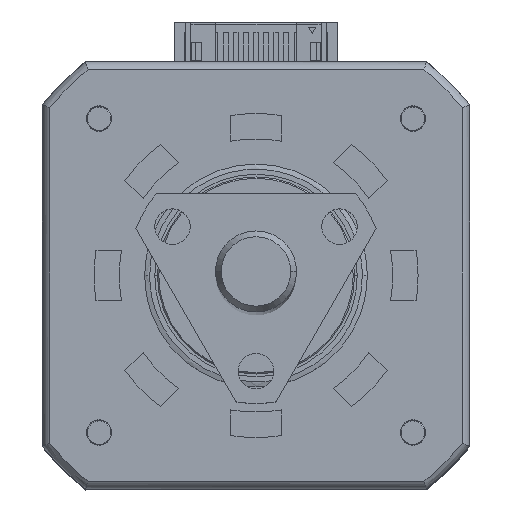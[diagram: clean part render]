
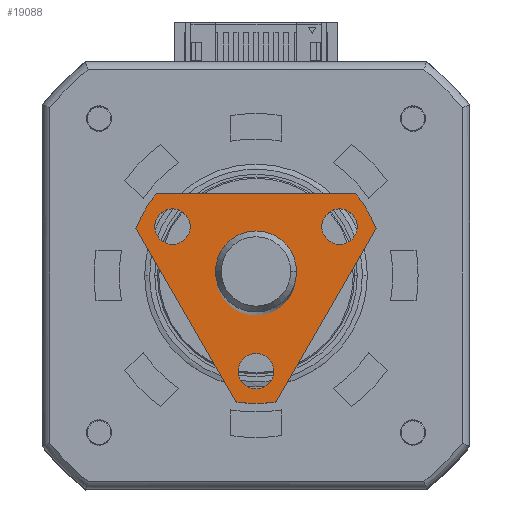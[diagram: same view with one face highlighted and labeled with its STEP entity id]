
A CAD part, top view. The second image highlights one B-rep face of the part: STEP entity #19088.
In plain terms, the highlighted planar face has unit normal (0, 0, 1).
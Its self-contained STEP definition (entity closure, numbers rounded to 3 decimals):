
#110 = DIRECTION ( 'NONE',  ( 0., 0., 1. ) ) ;
#230 = CARTESIAN_POINT ( 'NONE',  ( 0., 0., 42.5 ) ) ;
#283 = EDGE_CURVE ( 'NONE', #8010, #11776, #33426, .T. ) ;
#816 = VERTEX_POINT ( 'NONE', #30954 ) ;
#871 = VERTEX_POINT ( 'NONE', #6021 ) ;
#936 = AXIS2_PLACEMENT_3D ( 'NONE', #29689, #4750, #7482 ) ;
#974 = ORIENTED_EDGE ( 'NONE', *, *, #26922, .T. ) ;
#1167 = ORIENTED_EDGE ( 'NONE', *, *, #9627, .F. ) ;
#1341 = DIRECTION ( 'NONE',  ( 0., 0., -1. ) ) ;
#1476 = CARTESIAN_POINT ( 'NONE',  ( -8., -13.856, 42.5 ) ) ;
#1605 = ORIENTED_EDGE ( 'NONE', *, *, #30218, .F. ) ;
#1689 = VERTEX_POINT ( 'NONE', #9252 ) ;
#2036 = EDGE_CURVE ( 'NONE', #1689, #24631, #9607, .T. ) ;
#2127 = VECTOR ( 'NONE', #17349, 1000. ) ;
#2254 = VECTOR ( 'NONE', #35630, 1000. ) ;
#2372 = AXIS2_PLACEMENT_3D ( 'NONE', #230, #110, #2562 ) ;
#2562 = DIRECTION ( 'NONE',  ( 1., 0., 0. ) ) ;
#2890 = AXIS2_PLACEMENT_3D ( 'NONE', #26938, #27180, #32840 ) ;
#2958 = AXIS2_PLACEMENT_3D ( 'NONE', #23537, #26856, #21316 ) ;
#3315 = DIRECTION ( 'NONE',  ( -1., 0., 0. ) ) ;
#3421 = CARTESIAN_POINT ( 'NONE',  ( -8., 9.864, 42.5 ) ) ;
#3422 = EDGE_LOOP ( 'NONE', ( #11429, #1167, #17516, #1605, #22560, #32658, #11808 ) ) ;
#4264 = PLANE ( 'NONE',  #16082 ) ;
#4740 = CARTESIAN_POINT ( 'NONE',  ( 3., 0., 42.5 ) ) ;
#4750 = DIRECTION ( 'NONE',  ( 0., 0., 1. ) ) ;
#5107 = EDGE_CURVE ( 'NONE', #11776, #8010, #27030, .T. ) ;
#5897 = DIRECTION ( 'NONE',  ( -1., 0., 0. ) ) ;
#6021 = CARTESIAN_POINT ( 'NONE',  ( 7.775, 0., 42.5 ) ) ;
#6302 = CIRCLE ( 'NONE', #2372, 3. ) ;
#6916 = EDGE_LOOP ( 'NONE', ( #17104, #13447 ) ) ;
#7366 = DIRECTION ( 'NONE',  ( 0., 0., -1. ) ) ;
#7482 = DIRECTION ( 'NONE',  ( 1., 0., 0. ) ) ;
#7602 = FACE_BOUND ( 'NONE', #34956, .T. ) ;
#7908 = EDGE_LOOP ( 'NONE', ( #22728, #32949 ) ) ;
#8010 = VERTEX_POINT ( 'NONE', #8988 ) ;
#8203 = CARTESIAN_POINT ( 'NONE',  ( 16., 0., 42.5 ) ) ;
#8988 = CARTESIAN_POINT ( 'NONE',  ( -6.512, 8.249, 42.5 ) ) ;
#9252 = CARTESIAN_POINT ( 'NONE',  ( -4.542, 11.86, 42.5 ) ) ;
#9607 = LINE ( 'NONE', #34216, #2127 ) ;
#9627 = EDGE_CURVE ( 'NONE', #22879, #17876, #15001, .T. ) ;
#9659 = CIRCLE ( 'NONE', #15120, 1.75 ) ;
#9762 = AXIS2_PLACEMENT_3D ( 'NONE', #29398, #23370, #29263 ) ;
#10095 = DIRECTION ( 'NONE',  ( 1., 0., 0. ) ) ;
#11429 = ORIENTED_EDGE ( 'NONE', *, *, #25570, .F. ) ;
#11604 = CARTESIAN_POINT ( 'NONE',  ( 9.525, 0., 42.5 ) ) ;
#11746 = CIRCLE ( 'NONE', #936, 3. ) ;
#11776 = VERTEX_POINT ( 'NONE', #32793 ) ;
#11789 = AXIS2_PLACEMENT_3D ( 'NONE', #25425, #14233, #5897 ) ;
#11808 = ORIENTED_EDGE ( 'NONE', *, *, #2036, .F. ) ;
#12659 = LINE ( 'NONE', #8203, #29376 ) ;
#12806 = CARTESIAN_POINT ( 'NONE',  ( 0., 0., 42.5 ) ) ;
#13086 = DIRECTION ( 'NONE',  ( 0., 0., -1. ) ) ;
#13275 = FACE_BOUND ( 'NONE', #21724, .T. ) ;
#13447 = ORIENTED_EDGE ( 'NONE', *, *, #5107, .T. ) ;
#14233 = DIRECTION ( 'NONE',  ( 0., 0., -1. ) ) ;
#14508 = CIRCLE ( 'NONE', #30769, 1.75 ) ;
#14880 = ORIENTED_EDGE ( 'NONE', *, *, #33796, .T. ) ;
#14947 = CARTESIAN_POINT ( 'NONE',  ( -3., 0., 42.5 ) ) ;
#15001 = LINE ( 'NONE', #1476, #2254 ) ;
#15051 = CARTESIAN_POINT ( 'NONE',  ( 12.542, 1.996, 42.5 ) ) ;
#15120 = AXIS2_PLACEMENT_3D ( 'NONE', #23204, #20110, #3315 ) ;
#16082 = AXIS2_PLACEMENT_3D ( 'NONE', #24172, #7366, #26860 ) ;
#16175 = EDGE_CURVE ( 'NONE', #34274, #22879, #33657, .T. ) ;
#16763 = FACE_BOUND ( 'NONE', #6916, .T. ) ;
#17104 = ORIENTED_EDGE ( 'NONE', *, *, #283, .T. ) ;
#17246 = DIRECTION ( 'NONE',  ( 0., 0., -1. ) ) ;
#17349 = DIRECTION ( 'NONE',  ( 0.866, -0.5, 0. ) ) ;
#17516 = ORIENTED_EDGE ( 'NONE', *, *, #16175, .F. ) ;
#17747 = EDGE_CURVE ( 'NONE', #33843, #28056, #6302, .T. ) ;
#17876 = VERTEX_POINT ( 'NONE', #3421 ) ;
#18668 = DIRECTION ( 'NONE',  ( 0., 0., -1. ) ) ;
#18803 = EDGE_CURVE ( 'NONE', #816, #25457, #20307, .T. ) ;
#19088 = ADVANCED_FACE ( 'NONE', ( #31755, #16763, #13275, #7602, #26452 ), #4264, .F. ) ;
#19309 = VERTEX_POINT ( 'NONE', #19341 ) ;
#19341 = CARTESIAN_POINT ( 'NONE',  ( 12.542, -1.996, 42.5 ) ) ;
#19694 = AXIS2_PLACEMENT_3D ( 'NONE', #29888, #18668, #35188 ) ;
#19990 = AXIS2_PLACEMENT_3D ( 'NONE', #35452, #13086, #29906 ) ;
#20110 = DIRECTION ( 'NONE',  ( 0., 0., -1. ) ) ;
#20307 = CIRCLE ( 'NONE', #2890, 1.75 ) ;
#20399 = CARTESIAN_POINT ( 'NONE',  ( 12.7, 0., 42.5 ) ) ;
#21316 = DIRECTION ( 'NONE',  ( 1., 0., 0. ) ) ;
#21724 = EDGE_LOOP ( 'NONE', ( #27583, #14880 ) ) ;
#22560 = ORIENTED_EDGE ( 'NONE', *, *, #28580, .F. ) ;
#22728 = ORIENTED_EDGE ( 'NONE', *, *, #34113, .F. ) ;
#22879 = VERTEX_POINT ( 'NONE', #32963 ) ;
#23204 = CARTESIAN_POINT ( 'NONE',  ( 9.525, 0., 42.5 ) ) ;
#23297 = DIRECTION ( 'NONE',  ( -1., 0., 0. ) ) ;
#23370 = DIRECTION ( 'NONE',  ( 0., 0., -1. ) ) ;
#23537 = CARTESIAN_POINT ( 'NONE',  ( 0., 0., 42.5 ) ) ;
#23560 = DIRECTION ( 'NONE',  ( -1., 0., 0. ) ) ;
#24172 = CARTESIAN_POINT ( 'NONE',  ( 0., 0., 42.5 ) ) ;
#24523 = CARTESIAN_POINT ( 'NONE',  ( -4.542, -11.86, 42.5 ) ) ;
#24631 = VERTEX_POINT ( 'NONE', #15051 ) ;
#25290 = CIRCLE ( 'NONE', #9762, 12.7 ) ;
#25425 = CARTESIAN_POINT ( 'NONE',  ( -4.762, 8.249, 42.5 ) ) ;
#25457 = VERTEX_POINT ( 'NONE', #25583 ) ;
#25570 = EDGE_CURVE ( 'NONE', #17876, #1689, #25290, .T. ) ;
#25583 = CARTESIAN_POINT ( 'NONE',  ( -6.512, -8.249, 42.5 ) ) ;
#25832 = AXIS2_PLACEMENT_3D ( 'NONE', #12806, #35299, #10095 ) ;
#26377 = CIRCLE ( 'NONE', #25832, 12.7 ) ;
#26452 = FACE_BOUND ( 'NONE', #7908, .T. ) ;
#26856 = DIRECTION ( 'NONE',  ( 0., 0., -1. ) ) ;
#26860 = DIRECTION ( 'NONE',  ( -1., 0., 0. ) ) ;
#26922 = EDGE_CURVE ( 'NONE', #25457, #816, #14508, .T. ) ;
#26938 = CARTESIAN_POINT ( 'NONE',  ( -4.762, -8.249, 42.5 ) ) ;
#27030 = CIRCLE ( 'NONE', #11789, 1.75 ) ;
#27180 = DIRECTION ( 'NONE',  ( 0., 0., -1. ) ) ;
#27583 = ORIENTED_EDGE ( 'NONE', *, *, #29066, .T. ) ;
#28056 = VERTEX_POINT ( 'NONE', #4740 ) ;
#28580 = EDGE_CURVE ( 'NONE', #35674, #19309, #26377, .T. ) ;
#28613 = VERTEX_POINT ( 'NONE', #32709 ) ;
#29066 = EDGE_CURVE ( 'NONE', #871, #28613, #9659, .T. ) ;
#29263 = DIRECTION ( 'NONE',  ( 1., 0., 0. ) ) ;
#29291 = CIRCLE ( 'NONE', #19990, 12.7 ) ;
#29376 = VECTOR ( 'NONE', #33711, 1000. ) ;
#29398 = CARTESIAN_POINT ( 'NONE',  ( 0., 0., 42.5 ) ) ;
#29689 = CARTESIAN_POINT ( 'NONE',  ( 0., 0., 42.5 ) ) ;
#29888 = CARTESIAN_POINT ( 'NONE',  ( -4.762, 8.249, 42.5 ) ) ;
#29906 = DIRECTION ( 'NONE',  ( 1., 0., 0. ) ) ;
#30218 = EDGE_CURVE ( 'NONE', #19309, #34274, #12659, .T. ) ;
#30769 = AXIS2_PLACEMENT_3D ( 'NONE', #31676, #1341, #23560 ) ;
#30954 = CARTESIAN_POINT ( 'NONE',  ( -3.012, -8.249, 42.5 ) ) ;
#31029 = AXIS2_PLACEMENT_3D ( 'NONE', #11604, #17246, #23297 ) ;
#31039 = ORIENTED_EDGE ( 'NONE', *, *, #18803, .T. ) ;
#31676 = CARTESIAN_POINT ( 'NONE',  ( -4.762, -8.249, 42.5 ) ) ;
#31755 = FACE_OUTER_BOUND ( 'NONE', #3422, .T. ) ;
#32658 = ORIENTED_EDGE ( 'NONE', *, *, #35119, .F. ) ;
#32709 = CARTESIAN_POINT ( 'NONE',  ( 11.275, 0., 42.5 ) ) ;
#32793 = CARTESIAN_POINT ( 'NONE',  ( -3.012, 8.249, 42.5 ) ) ;
#32840 = DIRECTION ( 'NONE',  ( -1., 0., 0. ) ) ;
#32931 = CIRCLE ( 'NONE', #31029, 1.75 ) ;
#32949 = ORIENTED_EDGE ( 'NONE', *, *, #17747, .F. ) ;
#32963 = CARTESIAN_POINT ( 'NONE',  ( -8., -9.864, 42.5 ) ) ;
#33426 = CIRCLE ( 'NONE', #19694, 1.75 ) ;
#33657 = CIRCLE ( 'NONE', #2958, 12.7 ) ;
#33711 = DIRECTION ( 'NONE',  ( -0.866, -0.5, 0. ) ) ;
#33796 = EDGE_CURVE ( 'NONE', #28613, #871, #32931, .T. ) ;
#33843 = VERTEX_POINT ( 'NONE', #14947 ) ;
#34113 = EDGE_CURVE ( 'NONE', #28056, #33843, #11746, .T. ) ;
#34216 = CARTESIAN_POINT ( 'NONE',  ( -8., 13.856, 42.5 ) ) ;
#34274 = VERTEX_POINT ( 'NONE', #24523 ) ;
#34956 = EDGE_LOOP ( 'NONE', ( #974, #31039 ) ) ;
#35119 = EDGE_CURVE ( 'NONE', #24631, #35674, #29291, .T. ) ;
#35188 = DIRECTION ( 'NONE',  ( -1., 0., 0. ) ) ;
#35299 = DIRECTION ( 'NONE',  ( 0., 0., -1. ) ) ;
#35452 = CARTESIAN_POINT ( 'NONE',  ( 0., 0., 42.5 ) ) ;
#35630 = DIRECTION ( 'NONE',  ( 0., 1., 0. ) ) ;
#35674 = VERTEX_POINT ( 'NONE', #20399 ) ;
